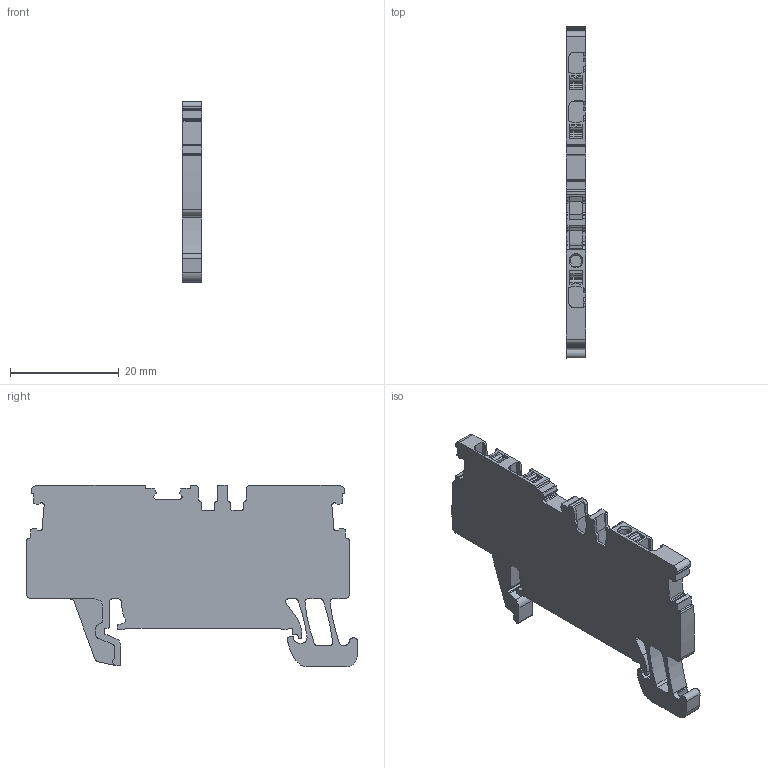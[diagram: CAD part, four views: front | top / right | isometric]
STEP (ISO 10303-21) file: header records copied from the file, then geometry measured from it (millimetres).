
FILE_DESCRIPTION(('CATIA V5 STEP Exchange','CAx-IF Rec.Pracs.--- Model Styling and Organization---1.5--- 2016-08-15','CAx-IF Rec.Pracs.---Supplemental Geometry---1.0---2011-11-01','CAx-IF Rec.Pracs.--- Composite Materials ---1.1---2010-07-15'),'2;1');
FILE_NAME ('8525579_3', '2024-05-31T05:21:56+00:00', ('none'), ('Weidmueller'), 'CATIA Version 5-6 Release 2022 SP4 HF5', 'CATIA V5 STEP AP214 v3', 'none');
FILE_SCHEMA(('AUTOMOTIVE_DESIGN { 1 0 10303 214 1 1 1 1 }'));
Length unit declared in the file: millimetre
Products named in the file (1): 1552770000_A3C_1-5_BL
Bounding box: 3.5 x 61.08 x 33.35 mm (x, y, z)
Volume: 4644 mm3; surface area: 4496.3 mm2
Topology: 1 solids, 1 shells, 493 faces, 1452 edges, 968 vertices
Faces by surface type: plane 231, cylinder 224, extrusion 34, cone 4
Entity records: 17034 total; most frequent: CARTESIAN_POINT 3909, ORIENTED_EDGE 2904, DIRECTION 2124, EDGE_CURVE 1452, VECTOR 972, VERTEX_POINT 968, LINE 938, AXIS2_PLACEMENT_3D 782
